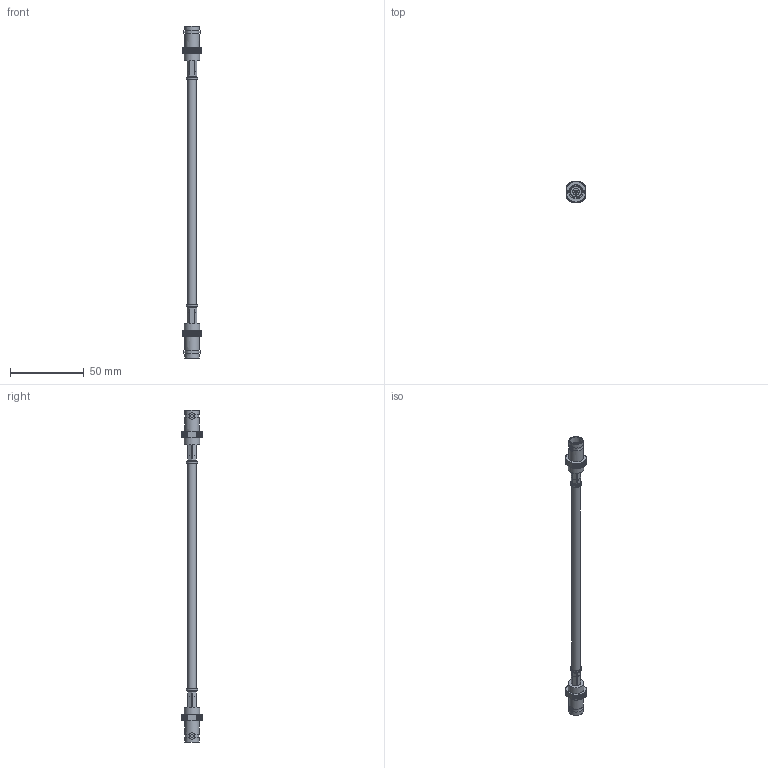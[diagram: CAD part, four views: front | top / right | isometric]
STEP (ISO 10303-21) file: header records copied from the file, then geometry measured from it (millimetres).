
FILE_DESCRIPTION (( 'STEP AP203' ), '1' );
FILE_NAME ('PE3C3710_3D.step', '2022-06-24T15:24:47', ( '' ), ( '' ), 'SwSTEP 2.0', 'SolidWorks 2021', '' );
FILE_SCHEMA (( 'CONFIG_CONTROL_DESIGN' ));
Length unit declared in the file: inch
Products named in the file (3): PE4308^PE3C3710_Crimped; PE3C3710_3D; RG62AU^PE3C3710_RG62A-U
Assembly tree (3 placements, depth 2):
  PE3C3710_3D
    RG62AU^PE3C3710_RG62A-U
    PE4308^PE3C3710_Crimped  x2
Bounding box: 12.7 x 14.5 x 224.8 mm (x, y, z)
Volume: 8253.6 mm3; surface area: 7494.4 mm2
Topology: 5 solids, 5 shells, 803 faces, 1863 edges, 1088 vertices
Faces by surface type: plane 344, cone 254, cylinder 193, bspline 10, torus 2
Full cylindrical faces by diameter (mm): 1.27 x2, 1.778 x2, 1.905 x4, 3.718 x2, 4.572 x2, 6.071 x1, 6.502 x2, 7.518 x2, 8.255 x2, 9.601 x4, 10.717 x2
Entity records: 13935 total; most frequent: CARTESIAN_POINT 5084, ORIENTED_EDGE 1808, DIRECTION 1704, EDGE_CURVE 904, AXIS2_PLACEMENT_3D 714, VERTEX_POINT 536, EDGE_LOOP 434, FACE_OUTER_BOUND 420
